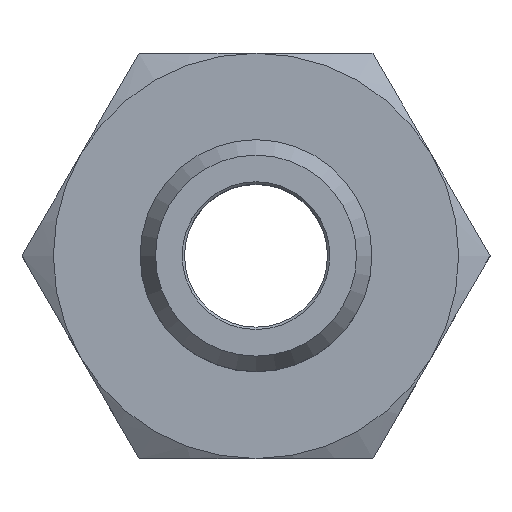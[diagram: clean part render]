
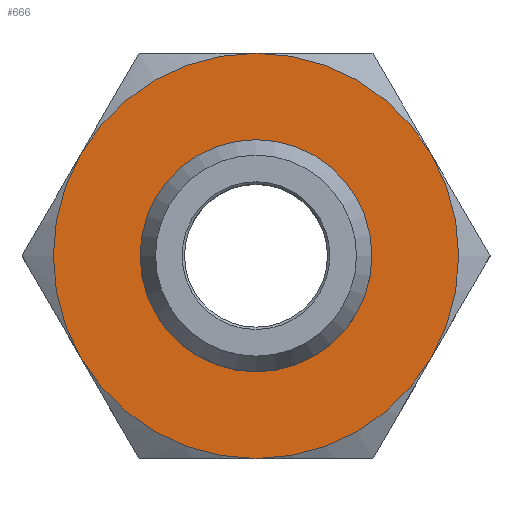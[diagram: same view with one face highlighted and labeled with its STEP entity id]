
A CAD part, top view. The second image highlights one B-rep face of the part: STEP entity #666.
In plain terms, the highlighted planar face has unit normal (0, 0, 1).
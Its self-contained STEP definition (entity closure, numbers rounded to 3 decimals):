
#26=CIRCLE('',#695,8.5);
#27=CIRCLE('',#697,8.5);
#28=CIRCLE('',#699,8.5);
#29=CIRCLE('',#701,8.5);
#30=CIRCLE('',#703,8.5);
#31=CIRCLE('',#705,8.5);
#36=CIRCLE('',#714,4.864);
#155=ORIENTED_EDGE('',*,*,#239,.F.);
#156=ORIENTED_EDGE('',*,*,#240,.F.);
#157=ORIENTED_EDGE('',*,*,#235,.F.);
#158=ORIENTED_EDGE('',*,*,#236,.F.);
#159=ORIENTED_EDGE('',*,*,#237,.F.);
#160=ORIENTED_EDGE('',*,*,#238,.F.);
#161=ORIENTED_EDGE('',*,*,#245,.T.);
#235=EDGE_CURVE('',#270,#274,#26,.T.);
#236=EDGE_CURVE('',#266,#270,#27,.T.);
#237=EDGE_CURVE('',#284,#266,#28,.T.);
#238=EDGE_CURVE('',#282,#284,#29,.T.);
#239=EDGE_CURVE('',#278,#282,#30,.T.);
#240=EDGE_CURVE('',#274,#278,#31,.T.);
#245=EDGE_CURVE('',#289,#289,#36,.T.);
#266=VERTEX_POINT('',#894);
#270=VERTEX_POINT('',#916);
#274=VERTEX_POINT('',#938);
#278=VERTEX_POINT('',#960);
#282=VERTEX_POINT('',#982);
#284=VERTEX_POINT('',#1001);
#289=VERTEX_POINT('',#1031);
#331=EDGE_LOOP('',(#155,#156,#157,#158,#159,#160));
#332=EDGE_LOOP('',(#161));
#379=FACE_BOUND('',#331,.T.);
#380=FACE_BOUND('',#332,.T.);
#414=PLANE('',#715);
#666=ADVANCED_FACE('',(#379,#380),#414,.F.);
#695=AXIS2_PLACEMENT_3D('',#1007,#769,#770);
#697=AXIS2_PLACEMENT_3D('',#1009,#773,#774);
#699=AXIS2_PLACEMENT_3D('',#1011,#777,#778);
#701=AXIS2_PLACEMENT_3D('',#1013,#781,#782);
#703=AXIS2_PLACEMENT_3D('',#1015,#785,#786);
#705=AXIS2_PLACEMENT_3D('',#1017,#789,#790);
#714=AXIS2_PLACEMENT_3D('',#1030,#807,#808);
#715=AXIS2_PLACEMENT_3D('',#1032,#809,#810);
#769=DIRECTION('',(0.,0.,-1.));
#770=DIRECTION('',(-1.,0.,0.));
#773=DIRECTION('',(0.,0.,-1.));
#774=DIRECTION('',(-1.,0.,0.));
#777=DIRECTION('',(0.,0.,-1.));
#778=DIRECTION('',(-1.,0.,0.));
#781=DIRECTION('',(0.,0.,-1.));
#782=DIRECTION('',(-1.,0.,0.));
#785=DIRECTION('',(0.,0.,-1.));
#786=DIRECTION('',(-1.,0.,0.));
#789=DIRECTION('',(0.,0.,-1.));
#790=DIRECTION('',(-1.,0.,0.));
#807=DIRECTION('',(0.,0.,-1.));
#808=DIRECTION('',(1.,0.,0.));
#809=DIRECTION('',(0.,0.,-1.));
#810=DIRECTION('',(-1.,0.,0.));
#894=CARTESIAN_POINT('',(0.,-8.5,-6.));
#916=CARTESIAN_POINT('',(-7.361,-4.25,-6.));
#938=CARTESIAN_POINT('',(-7.361,4.25,-6.));
#960=CARTESIAN_POINT('',(0.,8.5,-6.));
#982=CARTESIAN_POINT('',(7.361,4.25,-6.));
#1001=CARTESIAN_POINT('',(7.361,-4.25,-6.));
#1007=CARTESIAN_POINT('',(0.,0.,-6.));
#1009=CARTESIAN_POINT('',(0.,0.,-6.));
#1011=CARTESIAN_POINT('',(0.,0.,-6.));
#1013=CARTESIAN_POINT('',(0.,0.,-6.));
#1015=CARTESIAN_POINT('',(0.,0.,-6.));
#1017=CARTESIAN_POINT('',(0.,0.,-6.));
#1030=CARTESIAN_POINT('',(0.,0.,-6.));
#1031=CARTESIAN_POINT('',(4.864,0.,-6.));
#1032=CARTESIAN_POINT('',(0.,0.,-6.));
